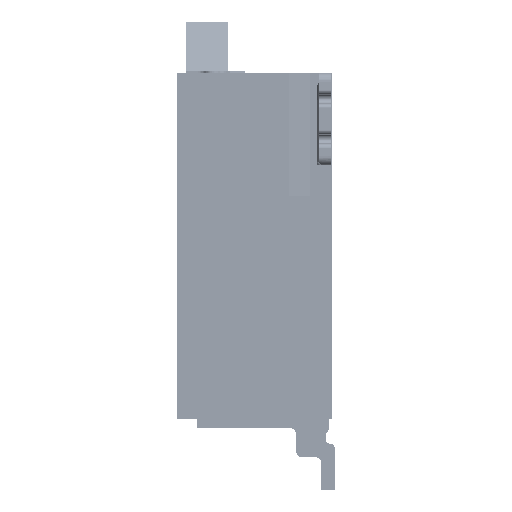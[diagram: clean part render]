
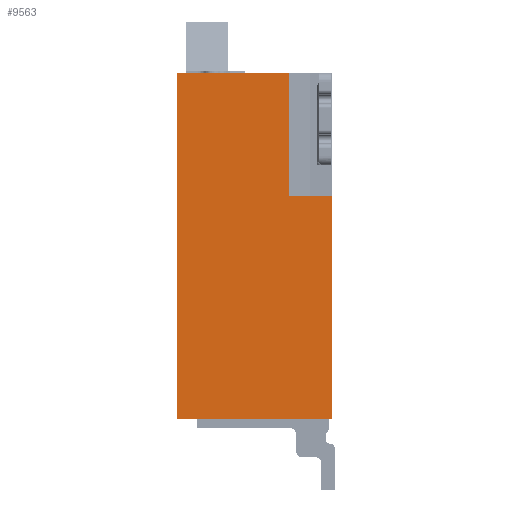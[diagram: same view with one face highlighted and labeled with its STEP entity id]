
A CAD part, left-side view. The second image highlights one B-rep face of the part: STEP entity #9563.
In plain terms, the highlighted planar face has unit normal (-1, 0, 0).
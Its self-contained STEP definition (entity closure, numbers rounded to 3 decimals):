
#10 = CARTESIAN_POINT ( 'NONE',  ( 40.8, 56.195, 3.6 ) ) ;
#127 = DIRECTION ( 'NONE',  ( 0., 0., 1. ) ) ;
#624 = VECTOR ( 'NONE', #18259, 1000. ) ;
#661 = EDGE_CURVE ( 'NONE', #2670, #20985, #10695, .T. ) ;
#1082 = ORIENTED_EDGE ( 'NONE', *, *, #661, .T. ) ;
#1376 = EDGE_CURVE ( 'NONE', #15531, #16969, #20085, .T. ) ;
#1408 = CARTESIAN_POINT ( 'NONE',  ( 40.8, 56.195, 3.6 ) ) ;
#1427 = EDGE_CURVE ( 'NONE', #20143, #18667, #22770, .T. ) ;
#1622 = LINE ( 'NONE', #16413, #19376 ) ;
#1635 = CARTESIAN_POINT ( 'NONE',  ( 40.8, 55.5, 3.6 ) ) ;
#1741 = DIRECTION ( 'NONE',  ( 0., 1., 0. ) ) ;
#1973 = LINE ( 'NONE', #10, #6300 ) ;
#2670 = VERTEX_POINT ( 'NONE', #8529 ) ;
#3334 = CARTESIAN_POINT ( 'NONE',  ( 40.8, 56.195, 5.6 ) ) ;
#3780 = VECTOR ( 'NONE', #4180, 1000. ) ;
#4180 = DIRECTION ( 'NONE',  ( 0., -1., 0. ) ) ;
#4600 = PLANE ( 'NONE',  #20142 ) ;
#6066 = DIRECTION ( 'NONE',  ( 1., 0., 0. ) ) ;
#6300 = VECTOR ( 'NONE', #127, 1000. ) ;
#7005 = ORIENTED_EDGE ( 'NONE', *, *, #1427, .T. ) ;
#7638 = CARTESIAN_POINT ( 'NONE',  ( 40.8, 58., 0. ) ) ;
#8529 = CARTESIAN_POINT ( 'NONE',  ( 40.8, 55.5, 3.6 ) ) ;
#9563 = ADVANCED_FACE ( 'NONE', ( #15347 ), #4600, .F. ) ;
#10159 = EDGE_CURVE ( 'NONE', #18667, #2670, #1622, .T. ) ;
#10215 = EDGE_CURVE ( 'NONE', #16969, #20143, #14683, .T. ) ;
#10695 = LINE ( 'NONE', #1635, #624 ) ;
#10922 = CARTESIAN_POINT ( 'NONE',  ( 40.8, 58., 5.6 ) ) ;
#10988 = EDGE_LOOP ( 'NONE', ( #17874, #22221, #7005, #19026, #1082, #14273 ) ) ;
#11032 = DIRECTION ( 'NONE',  ( 0., 0., 1. ) ) ;
#11410 = CARTESIAN_POINT ( 'NONE',  ( 40.8, 58., 0. ) ) ;
#13523 = DIRECTION ( 'NONE',  ( 0., 1., 0. ) ) ;
#13650 = CARTESIAN_POINT ( 'NONE',  ( 40.8, 58., 5.6 ) ) ;
#14273 = ORIENTED_EDGE ( 'NONE', *, *, #16509, .T. ) ;
#14683 = LINE ( 'NONE', #10922, #19782 ) ;
#15347 = FACE_OUTER_BOUND ( 'NONE', #10988, .T. ) ;
#15531 = VERTEX_POINT ( 'NONE', #15896 ) ;
#15896 = CARTESIAN_POINT ( 'NONE',  ( 40.8, 56.195, 5.6 ) ) ;
#16413 = CARTESIAN_POINT ( 'NONE',  ( 40.8, 55.5, 0. ) ) ;
#16509 = EDGE_CURVE ( 'NONE', #20985, #15531, #1973, .T. ) ;
#16888 = DIRECTION ( 'NONE',  ( 0., 0., -1. ) ) ;
#16969 = VERTEX_POINT ( 'NONE', #13650 ) ;
#17874 = ORIENTED_EDGE ( 'NONE', *, *, #1376, .T. ) ;
#18259 = DIRECTION ( 'NONE',  ( 0., 1., 0. ) ) ;
#18667 = VERTEX_POINT ( 'NONE', #19607 ) ;
#19026 = ORIENTED_EDGE ( 'NONE', *, *, #10159, .T. ) ;
#19376 = VECTOR ( 'NONE', #11032, 1000. ) ;
#19607 = CARTESIAN_POINT ( 'NONE',  ( 40.8, 55.5, 0. ) ) ;
#19782 = VECTOR ( 'NONE', #16888, 1000. ) ;
#20085 = LINE ( 'NONE', #3334, #20938 ) ;
#20142 = AXIS2_PLACEMENT_3D ( 'NONE', #21107, #6066, #13523 ) ;
#20143 = VERTEX_POINT ( 'NONE', #7638 ) ;
#20938 = VECTOR ( 'NONE', #1741, 1000. ) ;
#20985 = VERTEX_POINT ( 'NONE', #1408 ) ;
#21107 = CARTESIAN_POINT ( 'NONE',  ( 40.8, 56.75, 2.8 ) ) ;
#22221 = ORIENTED_EDGE ( 'NONE', *, *, #10215, .T. ) ;
#22770 = LINE ( 'NONE', #11410, #3780 ) ;
